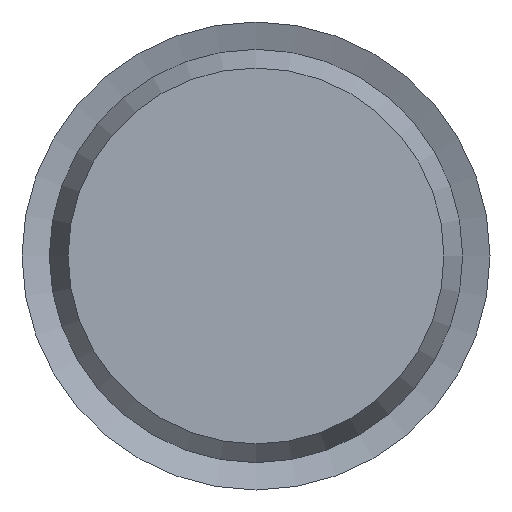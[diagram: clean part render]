
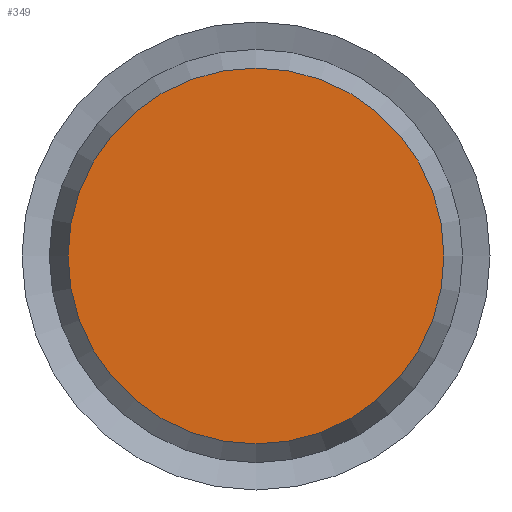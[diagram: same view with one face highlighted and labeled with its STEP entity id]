
A CAD part, front view. The second image highlights one B-rep face of the part: STEP entity #349.
In plain terms, the highlighted planar face has unit normal (0, -1, 0).
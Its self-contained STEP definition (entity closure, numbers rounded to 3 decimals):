
#86 = ORIENTED_EDGE ( 'NONE', *, *, #108, .F. ) ;
#108 = EDGE_CURVE ( 'NONE', #373, #373, #145, .T. ) ;
#145 = CIRCLE ( 'NONE', #183, 9.961 ) ;
#175 = DIRECTION ( 'NONE',  ( 0., -1., 0. ) ) ;
#183 = AXIS2_PLACEMENT_3D ( 'NONE', #217, #344, #218 ) ;
#184 = AXIS2_PLACEMENT_3D ( 'NONE', #363, #175, #361 ) ;
#217 = CARTESIAN_POINT ( 'NONE',  ( 0., 0., 0. ) ) ;
#218 = DIRECTION ( 'NONE',  ( 0., 0., 1. ) ) ;
#248 = CARTESIAN_POINT ( 'NONE',  ( 0., 0., 9.961 ) ) ;
#294 = EDGE_LOOP ( 'NONE', ( #86 ) ) ;
#344 = DIRECTION ( 'NONE',  ( 0., 1., 0. ) ) ;
#349 = ADVANCED_FACE ( 'NONE', ( #365 ), #369, .T. ) ;
#361 = DIRECTION ( 'NONE',  ( 0., 0., -1. ) ) ;
#363 = CARTESIAN_POINT ( 'NONE',  ( 0., 0., 0. ) ) ;
#365 = FACE_OUTER_BOUND ( 'NONE', #294, .T. ) ;
#369 = PLANE ( 'NONE',  #184 ) ;
#373 = VERTEX_POINT ( 'NONE', #248 ) ;
